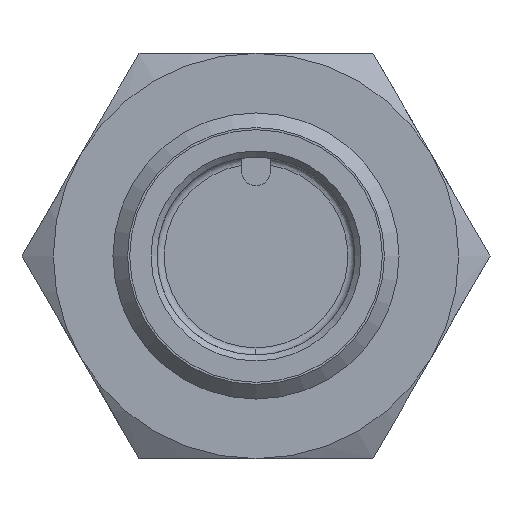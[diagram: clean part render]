
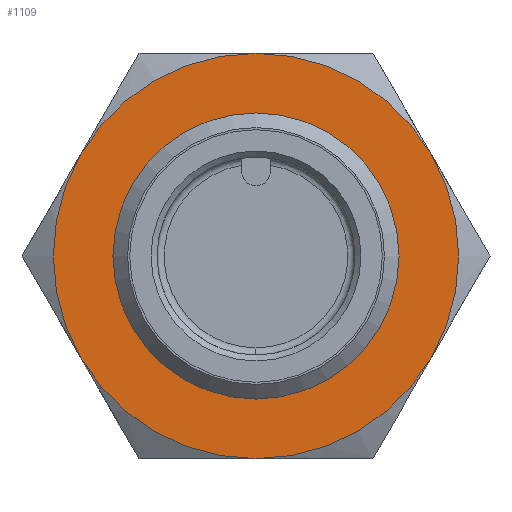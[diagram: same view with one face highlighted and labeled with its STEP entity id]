
A CAD part, left-side view. The second image highlights one B-rep face of the part: STEP entity #1109.
In plain terms, the highlighted planar face has unit normal (-1, 0, 0).
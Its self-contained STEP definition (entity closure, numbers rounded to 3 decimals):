
#175=PLANE('',#1230);
#239=CIRCLE('',#1231,8.5);
#240=CIRCLE('',#1232,8.5);
#241=CIRCLE('',#1233,8.5);
#242=CIRCLE('',#1234,8.5);
#243=CIRCLE('',#1235,8.5);
#244=CIRCLE('',#1236,8.5);
#245=CIRCLE('',#1237,6.);
#246=CIRCLE('',#1238,6.);
#333=VERTEX_POINT('',#2249);
#334=VERTEX_POINT('',#2250);
#335=VERTEX_POINT('',#2252);
#336=VERTEX_POINT('',#2254);
#337=VERTEX_POINT('',#2256);
#338=VERTEX_POINT('',#2258);
#339=VERTEX_POINT('',#2261);
#340=VERTEX_POINT('',#2262);
#543=EDGE_CURVE('',#333,#334,#239,.F.);
#544=EDGE_CURVE('',#335,#333,#240,.F.);
#545=EDGE_CURVE('',#336,#335,#241,.F.);
#546=EDGE_CURVE('',#337,#336,#242,.F.);
#547=EDGE_CURVE('',#338,#337,#243,.F.);
#548=EDGE_CURVE('',#334,#338,#244,.F.);
#549=EDGE_CURVE('',#339,#340,#245,.F.);
#550=EDGE_CURVE('',#340,#339,#246,.F.);
#802=ORIENTED_EDGE('',*,*,#543,.F.);
#803=ORIENTED_EDGE('',*,*,#544,.F.);
#804=ORIENTED_EDGE('',*,*,#545,.F.);
#805=ORIENTED_EDGE('',*,*,#546,.F.);
#806=ORIENTED_EDGE('',*,*,#547,.F.);
#807=ORIENTED_EDGE('',*,*,#548,.F.);
#808=ORIENTED_EDGE('',*,*,#549,.T.);
#809=ORIENTED_EDGE('',*,*,#550,.T.);
#960=EDGE_LOOP('',(#802,#803,#804,#805,#806,#807));
#961=EDGE_LOOP('',(#808,#809));
#1041=FACE_BOUND('',#960,.T.);
#1042=FACE_BOUND('',#961,.T.);
#1109=ADVANCED_FACE('',(#1041,#1042),#175,.F.);
#1230=AXIS2_PLACEMENT_3D('',#2247,#1485,$);
#1231=AXIS2_PLACEMENT_3D('',#2248,#1486,#1487);
#1232=AXIS2_PLACEMENT_3D('',#2251,#1488,#1489);
#1233=AXIS2_PLACEMENT_3D('',#2253,#1490,#1491);
#1234=AXIS2_PLACEMENT_3D('',#2255,#1492,#1493);
#1235=AXIS2_PLACEMENT_3D('',#2257,#1494,#1495);
#1236=AXIS2_PLACEMENT_3D('',#2259,#1496,#1497);
#1237=AXIS2_PLACEMENT_3D('',#2260,#1498,#1499);
#1238=AXIS2_PLACEMENT_3D('',#2263,#1500,#1501);
#1485=DIRECTION('',(1.,0.,0.));
#1486=DIRECTION('',(-1.,0.,0.));
#1487=DIRECTION('',(0.,0.,-8.5));
#1488=DIRECTION('',(-1.,0.,0.));
#1489=DIRECTION('',(0.,0.,-8.5));
#1490=DIRECTION('',(-1.,0.,0.));
#1491=DIRECTION('',(0.,0.,-8.5));
#1492=DIRECTION('',(-1.,0.,0.));
#1493=DIRECTION('',(0.,0.,-8.5));
#1494=DIRECTION('',(-1.,0.,0.));
#1495=DIRECTION('',(0.,0.,-8.5));
#1496=DIRECTION('',(-1.,0.,0.));
#1497=DIRECTION('',(0.,0.,-8.5));
#1498=DIRECTION('',(-1.,0.,0.));
#1499=DIRECTION('',(0.,0.,6.));
#1500=DIRECTION('',(-1.,0.,0.));
#1501=DIRECTION('',(0.,0.,6.));
#2247=CARTESIAN_POINT('',(0.,0.,0.));
#2248=CARTESIAN_POINT('',(0.,0.,0.));
#2249=CARTESIAN_POINT('',(0.,7.361,-4.25));
#2250=CARTESIAN_POINT('',(0.,7.361,4.25));
#2251=CARTESIAN_POINT('',(0.,0.,0.));
#2252=CARTESIAN_POINT('',(0.,0.,-8.5));
#2253=CARTESIAN_POINT('',(0.,0.,0.));
#2254=CARTESIAN_POINT('',(0.,-7.361,-4.25));
#2255=CARTESIAN_POINT('',(0.,0.,0.));
#2256=CARTESIAN_POINT('',(0.,-7.361,4.25));
#2257=CARTESIAN_POINT('',(0.,0.,0.));
#2258=CARTESIAN_POINT('',(0.,0.,8.5));
#2259=CARTESIAN_POINT('',(0.,0.,0.));
#2260=CARTESIAN_POINT('',(0.,0.,0.));
#2261=CARTESIAN_POINT('',(0.,0.,-6.));
#2262=CARTESIAN_POINT('',(0.,0.,6.));
#2263=CARTESIAN_POINT('',(0.,0.,0.));
